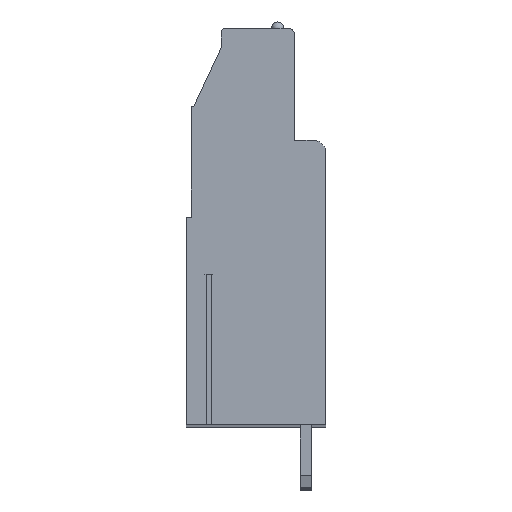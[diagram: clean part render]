
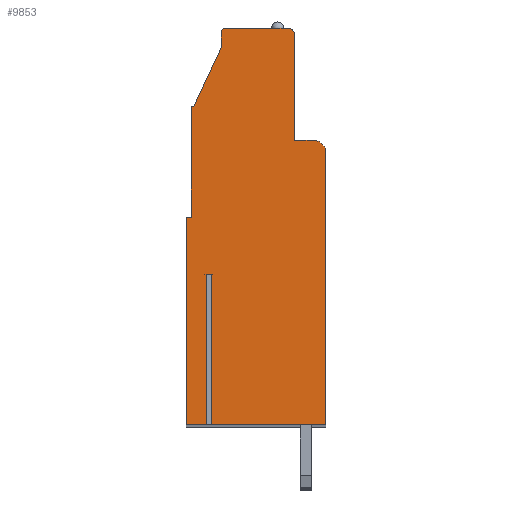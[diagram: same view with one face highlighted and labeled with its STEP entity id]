
A CAD part, top view. The second image highlights one B-rep face of the part: STEP entity #9853.
In plain terms, the highlighted planar face has unit normal (0, 0, 1).
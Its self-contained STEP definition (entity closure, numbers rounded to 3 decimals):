
#28=DIRECTION('',(-1.,0.,0.));
#29=VECTOR('',#28,0.38);
#30=CARTESIAN_POINT('',(-3.56,-3.8,99.06));
#31=LINE('',#30,#29);
#32=DIRECTION('',(0.,1.,0.));
#33=VECTOR('',#32,11.95);
#34=CARTESIAN_POINT('',(-3.94,-15.75,99.06));
#35=LINE('',#34,#33);
#36=DIRECTION('',(1.,0.,0.));
#37=VECTOR('',#36,1.61);
#38=CARTESIAN_POINT('',(-5.55,-15.75,99.06));
#39=LINE('',#38,#37);
#40=DIRECTION('',(0.,-1.,0.));
#41=VECTOR('',#40,16.5);
#42=CARTESIAN_POINT('',(-5.55,0.75,99.06));
#43=LINE('',#42,#41);
#44=DIRECTION('',(-1.,0.,0.));
#45=VECTOR('',#44,0.4);
#46=CARTESIAN_POINT('',(-5.15,0.75,99.06));
#47=LINE('',#46,#45);
#48=DIRECTION('',(0.,-1.,0.));
#49=VECTOR('',#48,8.6);
#50=CARTESIAN_POINT('',(-5.15,9.35,99.06));
#51=LINE('',#50,#49);
#52=CARTESIAN_POINT('',(-4.95,9.35,99.06));
#53=DIRECTION('',(0.,0.,1.));
#54=DIRECTION('',(0.,1.,0.));
#55=AXIS2_PLACEMENT_3D('',#52,#53,#54);
#57=DIRECTION('',(-0.424,-0.906,0.));
#58=VECTOR('',#57,5.189);
#59=CARTESIAN_POINT('',(-2.75,14.25,99.06));
#60=LINE('',#59,#58);
#61=DIRECTION('',(0.,-1.,0.));
#62=VECTOR('',#61,1.2);
#63=CARTESIAN_POINT('',(-2.75,15.45,99.06));
#64=LINE('',#63,#62);
#65=CARTESIAN_POINT('',(-2.45,15.45,99.06));
#66=DIRECTION('',(0.,0.,1.));
#67=DIRECTION('',(0.,1.,0.));
#68=AXIS2_PLACEMENT_3D('',#65,#66,#67);
#70=DIRECTION('',(-1.,0.,0.));
#71=VECTOR('',#70,5.);
#72=CARTESIAN_POINT('',(2.55,15.75,99.06));
#73=LINE('',#72,#71);
#74=CARTESIAN_POINT('',(2.55,15.25,99.06));
#75=DIRECTION('',(0.,0.,1.));
#76=DIRECTION('',(1.,0.,0.));
#77=AXIS2_PLACEMENT_3D('',#74,#75,#76);
#79=DIRECTION('',(0.,1.,0.));
#80=VECTOR('',#79,8.4);
#81=CARTESIAN_POINT('',(3.05,6.85,99.06));
#82=LINE('',#81,#80);
#83=DIRECTION('',(-1.,0.,0.));
#84=VECTOR('',#83,1.5);
#85=CARTESIAN_POINT('',(4.55,6.85,99.06));
#86=LINE('',#85,#84);
#87=CARTESIAN_POINT('',(4.55,5.85,99.06));
#88=DIRECTION('',(0.,0.,1.));
#89=DIRECTION('',(1.,0.,0.));
#90=AXIS2_PLACEMENT_3D('',#87,#88,#89);
#92=DIRECTION('',(0.,1.,0.));
#93=VECTOR('',#92,21.6);
#94=CARTESIAN_POINT('',(5.55,-15.75,99.06));
#95=LINE('',#94,#93);
#96=DIRECTION('',(1.,0.,0.));
#97=VECTOR('',#96,9.11);
#98=CARTESIAN_POINT('',(-3.56,-15.75,99.06));
#99=LINE('',#98,#97);
#100=DIRECTION('',(0.,1.,0.));
#101=VECTOR('',#100,11.95);
#102=CARTESIAN_POINT('',(-3.56,-15.75,99.06));
#103=LINE('',#102,#101);
#7576=CARTESIAN_POINT('',(5.55,-15.75,99.06));
#7577=CARTESIAN_POINT('',(5.55,5.85,99.06));
#7578=VERTEX_POINT('',#7576);
#7579=VERTEX_POINT('',#7577);
#7580=CARTESIAN_POINT('',(4.55,6.85,99.06));
#7581=VERTEX_POINT('',#7580);
#7582=CARTESIAN_POINT('',(3.05,6.85,99.06));
#7583=VERTEX_POINT('',#7582);
#7584=CARTESIAN_POINT('',(3.05,15.25,99.06));
#7585=VERTEX_POINT('',#7584);
#7586=CARTESIAN_POINT('',(2.55,15.75,99.06));
#7587=VERTEX_POINT('',#7586);
#7588=CARTESIAN_POINT('',(-2.45,15.75,99.06));
#7589=VERTEX_POINT('',#7588);
#7590=CARTESIAN_POINT('',(-2.75,15.45,99.06));
#7591=VERTEX_POINT('',#7590);
#7592=CARTESIAN_POINT('',(-2.75,14.25,99.06));
#7593=VERTEX_POINT('',#7592);
#7594=CARTESIAN_POINT('',(-4.95,9.55,99.06));
#7595=VERTEX_POINT('',#7594);
#7596=CARTESIAN_POINT('',(-5.55,0.75,99.06));
#7597=CARTESIAN_POINT('',(-5.55,-15.75,99.06));
#7598=VERTEX_POINT('',#7596);
#7599=VERTEX_POINT('',#7597);
#7644=CARTESIAN_POINT('',(-3.56,-3.8,99.06));
#7645=CARTESIAN_POINT('',(-3.94,-3.8,99.06));
#7646=VERTEX_POINT('',#7644);
#7647=VERTEX_POINT('',#7645);
#7648=CARTESIAN_POINT('',(-3.56,-15.75,99.06));
#7649=VERTEX_POINT('',#7648);
#7650=CARTESIAN_POINT('',(-3.94,-15.75,99.06));
#7651=VERTEX_POINT('',#7650);
#7660=CARTESIAN_POINT('',(-5.15,9.35,99.06));
#7661=VERTEX_POINT('',#7660);
#7662=CARTESIAN_POINT('',(-5.15,0.75,99.06));
#7663=VERTEX_POINT('',#7662);
#9810=CARTESIAN_POINT('',(0.,0.,99.06));
#9811=DIRECTION('',(0.,0.,1.));
#9812=DIRECTION('',(1.,0.,0.));
#9813=AXIS2_PLACEMENT_3D('',#9810,#9811,#9812);
#9814=PLANE('',#9813);
#9816=ORIENTED_EDGE('',*,*,#9815,.T.);
#9818=ORIENTED_EDGE('',*,*,#9817,.F.);
#9820=ORIENTED_EDGE('',*,*,#9819,.F.);
#9822=ORIENTED_EDGE('',*,*,#9821,.F.);
#9824=ORIENTED_EDGE('',*,*,#9823,.F.);
#9826=ORIENTED_EDGE('',*,*,#9825,.F.);
#9828=ORIENTED_EDGE('',*,*,#9827,.F.);
#9830=ORIENTED_EDGE('',*,*,#9829,.F.);
#9832=ORIENTED_EDGE('',*,*,#9831,.F.);
#9834=ORIENTED_EDGE('',*,*,#9833,.F.);
#9836=ORIENTED_EDGE('',*,*,#9835,.F.);
#9838=ORIENTED_EDGE('',*,*,#9837,.F.);
#9840=ORIENTED_EDGE('',*,*,#9839,.F.);
#9842=ORIENTED_EDGE('',*,*,#9841,.F.);
#9844=ORIENTED_EDGE('',*,*,#9843,.F.);
#9846=ORIENTED_EDGE('',*,*,#9845,.F.);
#9848=ORIENTED_EDGE('',*,*,#9847,.F.);
#9850=ORIENTED_EDGE('',*,*,#9849,.T.);
#9851=EDGE_LOOP('',(#9816,#9818,#9820,#9822,#9824,#9826,#9828,#9830,#9832,#9834,
#9836,#9838,#9840,#9842,#9844,#9846,#9848,#9850));
#9852=FACE_OUTER_BOUND('',#9851,.F.);
#56=CIRCLE('',#55,0.2);
#69=CIRCLE('',#68,0.3);
#78=CIRCLE('',#77,0.5);
#91=CIRCLE('',#90,1.);
#9815=EDGE_CURVE('',#7646,#7647,#31,.T.);
#9817=EDGE_CURVE('',#7651,#7647,#35,.T.);
#9819=EDGE_CURVE('',#7599,#7651,#39,.T.);
#9821=EDGE_CURVE('',#7598,#7599,#43,.T.);
#9823=EDGE_CURVE('',#7663,#7598,#47,.T.);
#9825=EDGE_CURVE('',#7661,#7663,#51,.T.);
#9827=EDGE_CURVE('',#7595,#7661,#56,.T.);
#9829=EDGE_CURVE('',#7593,#7595,#60,.T.);
#9831=EDGE_CURVE('',#7591,#7593,#64,.T.);
#9833=EDGE_CURVE('',#7589,#7591,#69,.T.);
#9835=EDGE_CURVE('',#7587,#7589,#73,.T.);
#9837=EDGE_CURVE('',#7585,#7587,#78,.T.);
#9839=EDGE_CURVE('',#7583,#7585,#82,.T.);
#9841=EDGE_CURVE('',#7581,#7583,#86,.T.);
#9843=EDGE_CURVE('',#7579,#7581,#91,.T.);
#9845=EDGE_CURVE('',#7578,#7579,#95,.T.);
#9847=EDGE_CURVE('',#7649,#7578,#99,.T.);
#9849=EDGE_CURVE('',#7649,#7646,#103,.T.);
#9853=ADVANCED_FACE('',(#9852),#9814,.T.);
